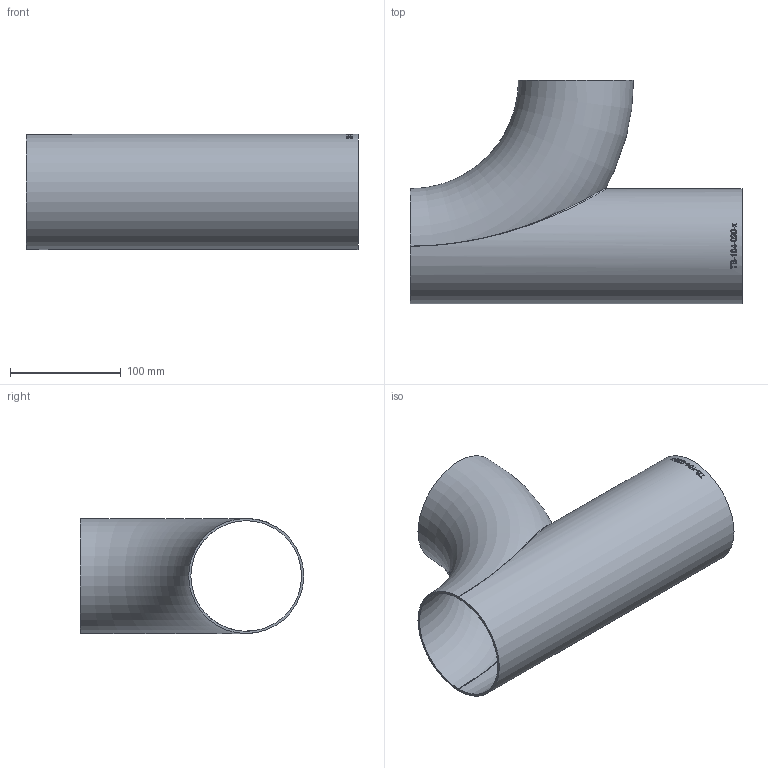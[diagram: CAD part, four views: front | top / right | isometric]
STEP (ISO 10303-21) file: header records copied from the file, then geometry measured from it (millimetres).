
FILE_DESCRIPTION (( 'STEP AP214' ), '1' );
FILE_NAME ('TB-104-020-x T-Bogen 2005.STEP', '2020-05-18T12:06:06', ( '' ), ( '' ), 'SwSTEP 2.0', 'SolidWorks 2019', '' );
FILE_SCHEMA (( 'AUTOMOTIVE_DESIGN' ));
Length unit declared in the file: millimetre
Products named in the file (1): TB-104-020-x T-Bogen 2005
Bounding box: 300 x 202 x 104 mm (x, y, z)
Volume: 249017.6 mm3; surface area: 252518.1 mm2
Topology: 1 solids, 1 shells, 146 faces, 380 edges, 248 vertices
Faces by surface type: bspline 68, plane 56, cylinder 20, torus 2
Full cylindrical faces by diameter (mm): 100 x1, 104 x1
Entity records: 19372 total; most frequent: CARTESIAN_POINT 14942, ORIENTED_EDGE 732, DIRECTION 381, EDGE_CURVE 366, VERTEX_POINT 244, B_SPLINE_CURVE_WITH_KNOTS 211, EDGE_LOOP 170, FACE_OUTER_BOUND 149
